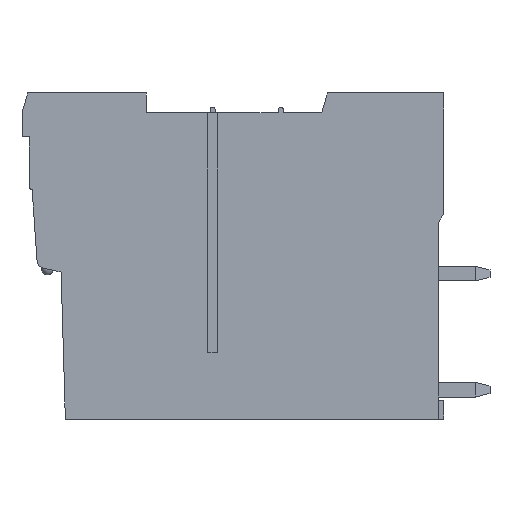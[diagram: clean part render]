
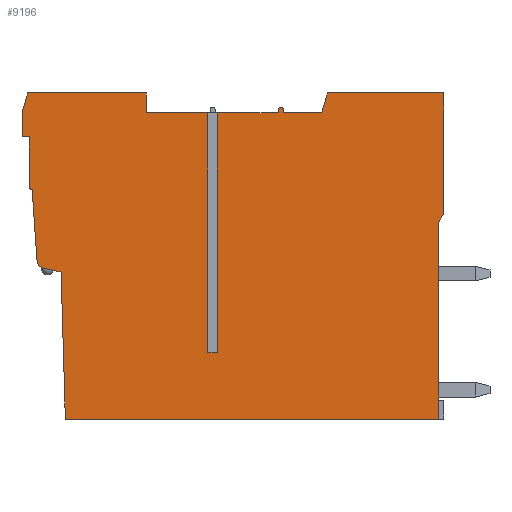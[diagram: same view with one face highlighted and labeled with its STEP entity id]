
A CAD part, left-side view. The second image highlights one B-rep face of the part: STEP entity #9196.
In plain terms, the highlighted planar face has unit normal (-1, 0, 0).
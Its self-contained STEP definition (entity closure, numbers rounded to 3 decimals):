
#1327=DIRECTION('',(0.,-1.,0.));
#1328=VECTOR('',#1327,8.06);
#1329=CARTESIAN_POINT('',(0.,4.11,0.));
#1330=LINE('',#1329,#1328);
#1331=DIRECTION('',(0.,0.,-1.));
#1332=VECTOR('',#1331,1.36);
#1333=CARTESIAN_POINT('',(0.,-3.95,0.));
#1334=LINE('',#1333,#1332);
#1335=DIRECTION('',(0.,-1.,0.));
#1336=VECTOR('',#1335,4.195);
#1337=CARTESIAN_POINT('',(0.,-3.95,-1.36));
#1338=LINE('',#1337,#1336);
#1339=DIRECTION('',(0.,0.,1.));
#1340=VECTOR('',#1339,16.3);
#1341=CARTESIAN_POINT('',(0.,-8.145,-17.66));
#1342=LINE('',#1341,#1340);
#1343=DIRECTION('',(0.,-1.,0.));
#1344=VECTOR('',#1343,0.65);
#1345=CARTESIAN_POINT('',(0.,-8.145,-17.66));
#1346=LINE('',#1345,#1344);
#1347=DIRECTION('',(0.,0.,1.));
#1348=VECTOR('',#1347,16.3);
#1349=CARTESIAN_POINT('',(0.,-8.795,-17.66));
#1350=LINE('',#1349,#1348);
#1351=DIRECTION('',(0.,-1.,0.));
#1352=VECTOR('',#1351,4.145);
#1353=CARTESIAN_POINT('',(0.,-8.795,-1.36));
#1354=LINE('',#1353,#1352);
#1355=DIRECTION('',(0.,0.,1.));
#1356=VECTOR('',#1355,0.223);
#1357=CARTESIAN_POINT('',(0.,-12.94,-1.36));
#1358=LINE('',#1357,#1356);
#1359=CARTESIAN_POINT('',(0.,-13.11,-1.137));
#1360=DIRECTION('',(-1.,0.,0.));
#1361=DIRECTION('',(0.,-1.,0.));
#1362=AXIS2_PLACEMENT_3D('',#1359,#1360,#1361);
#1364=DIRECTION('',(0.,0.,-1.));
#1365=VECTOR('',#1364,0.223);
#1366=CARTESIAN_POINT('',(0.,-13.28,-1.137));
#1367=LINE('',#1366,#1365);
#1368=DIRECTION('',(0.,-1.,0.));
#1369=VECTOR('',#1368,2.62);
#1370=CARTESIAN_POINT('',(0.,-13.28,-1.36));
#1371=LINE('',#1370,#1369);
#1372=DIRECTION('',(0.,-0.276,0.961));
#1373=VECTOR('',#1372,1.415);
#1374=CARTESIAN_POINT('',(0.,-15.9,-1.36));
#1375=LINE('',#1374,#1373);
#1376=DIRECTION('',(0.,-1.,0.));
#1377=VECTOR('',#1376,7.91);
#1378=CARTESIAN_POINT('',(0.,-16.29,0.));
#1379=LINE('',#1378,#1377);
#1380=DIRECTION('',(0.,0.,-1.));
#1381=VECTOR('',#1380,8.22);
#1382=CARTESIAN_POINT('',(0.,-24.2,0.));
#1383=LINE('',#1382,#1381);
#1384=DIRECTION('',(0.,0.517,-0.856));
#1385=VECTOR('',#1384,0.677);
#1386=CARTESIAN_POINT('',(0.,-24.2,-8.22));
#1387=LINE('',#1386,#1385);
#1388=DIRECTION('',(0.,0.,-1.));
#1389=VECTOR('',#1388,13.4);
#1390=CARTESIAN_POINT('',(0.,-23.85,-8.8));
#1391=LINE('',#1390,#1389);
#1392=DIRECTION('',(0.,1.,0.));
#1393=VECTOR('',#1392,25.4);
#1394=CARTESIAN_POINT('',(0.,-23.85,-22.2));
#1395=LINE('',#1394,#1393);
#1396=DIRECTION('',(0.,0.029,1.));
#1397=VECTOR('',#1396,10.002);
#1398=CARTESIAN_POINT('',(0.,1.55,-22.2));
#1399=LINE('',#1398,#1397);
#1400=DIRECTION('',(0.,0.973,0.231));
#1401=VECTOR('',#1400,1.301);
#1402=CARTESIAN_POINT('',(0.,1.84,-12.202));
#1403=LINE('',#1402,#1401);
#1404=CARTESIAN_POINT('',(0.,2.995,-11.434));
#1405=DIRECTION('',(-1.,0.,0.));
#1406=DIRECTION('',(0.,0.998,-0.069));
#1407=AXIS2_PLACEMENT_3D('',#1404,#1405,#1406);
#1409=DIRECTION('',(0.,0.069,0.998));
#1410=VECTOR('',#1409,4.879);
#1411=CARTESIAN_POINT('',(0.,3.474,-11.467));
#1412=LINE('',#1411,#1410);
#1413=CARTESIAN_POINT('',(0.,3.81,-6.41));
#1414=DIRECTION('',(-1.,0.,0.));
#1415=DIRECTION('',(0.,1.,0.));
#1416=AXIS2_PLACEMENT_3D('',#1413,#1414,#1415);
#1418=DIRECTION('',(0.,0.,1.));
#1419=VECTOR('',#1418,3.41);
#1420=CARTESIAN_POINT('',(0.,4.,-6.41));
#1421=LINE('',#1420,#1419);
#1422=DIRECTION('',(0.,1.,0.));
#1423=VECTOR('',#1422,0.5);
#1424=CARTESIAN_POINT('',(0.,4.,-3.));
#1425=LINE('',#1424,#1423);
#1426=DIRECTION('',(0.,0.,1.));
#1427=VECTOR('',#1426,1.64);
#1428=CARTESIAN_POINT('',(0.,4.5,-3.));
#1429=LINE('',#1428,#1427);
#1430=DIRECTION('',(0.,0.276,-0.961));
#1431=VECTOR('',#1430,1.415);
#1432=CARTESIAN_POINT('',(0.,4.11,0.));
#1433=LINE('',#1432,#1431);
#6111=CARTESIAN_POINT('',(0.,4.11,0.));
#6112=CARTESIAN_POINT('',(0.,-3.95,0.));
#6113=VERTEX_POINT('',#6111);
#6114=VERTEX_POINT('',#6112);
#6115=CARTESIAN_POINT('',(0.,-16.29,0.));
#6116=CARTESIAN_POINT('',(0.,-24.2,0.));
#6117=VERTEX_POINT('',#6115);
#6118=VERTEX_POINT('',#6116);
#6119=CARTESIAN_POINT('',(0.,-24.2,-8.22));
#6120=VERTEX_POINT('',#6119);
#6121=CARTESIAN_POINT('',(0.,-23.85,-22.2));
#6122=CARTESIAN_POINT('',(0.,1.55,-22.2));
#6123=VERTEX_POINT('',#6121);
#6124=VERTEX_POINT('',#6122);
#6125=CARTESIAN_POINT('',(0.,4.5,-3.));
#6126=CARTESIAN_POINT('',(0.,4.5,-1.36));
#6127=VERTEX_POINT('',#6125);
#6128=VERTEX_POINT('',#6126);
#6129=CARTESIAN_POINT('',(0.,-23.85,-8.8));
#6130=VERTEX_POINT('',#6129);
#6131=CARTESIAN_POINT('',(0.,1.84,-12.202));
#6132=VERTEX_POINT('',#6131);
#6133=CARTESIAN_POINT('',(0.,3.106,-11.902));
#6134=VERTEX_POINT('',#6133);
#6135=CARTESIAN_POINT('',(0.,3.474,-11.467));
#6136=CARTESIAN_POINT('',(0.,3.81,-6.6));
#6137=VERTEX_POINT('',#6135);
#6138=VERTEX_POINT('',#6136);
#6139=CARTESIAN_POINT('',(0.,4.,-6.41));
#6140=CARTESIAN_POINT('',(0.,4.,-3.));
#6141=VERTEX_POINT('',#6139);
#6142=VERTEX_POINT('',#6140);
#6143=CARTESIAN_POINT('',(0.,-3.95,-1.36));
#6144=VERTEX_POINT('',#6143);
#6145=CARTESIAN_POINT('',(0.,-8.145,-1.36));
#6146=VERTEX_POINT('',#6145);
#6147=CARTESIAN_POINT('',(0.,-8.795,-1.36));
#6148=CARTESIAN_POINT('',(0.,-12.94,-1.36));
#6149=VERTEX_POINT('',#6147);
#6150=VERTEX_POINT('',#6148);
#6151=CARTESIAN_POINT('',(0.,-15.9,-1.36));
#6152=VERTEX_POINT('',#6151);
#6153=CARTESIAN_POINT('',(0.,-12.94,-1.137));
#6154=VERTEX_POINT('',#6153);
#6155=CARTESIAN_POINT('',(0.,-13.28,-1.137));
#6156=VERTEX_POINT('',#6155);
#6157=CARTESIAN_POINT('',(0.,-13.28,-1.36));
#6158=VERTEX_POINT('',#6157);
#6159=CARTESIAN_POINT('',(0.,-8.145,-17.66));
#6160=CARTESIAN_POINT('',(0.,-8.795,-17.66));
#6161=VERTEX_POINT('',#6159);
#6162=VERTEX_POINT('',#6160);
#9157=CARTESIAN_POINT('',(0.,7.044,-31.2));
#9158=DIRECTION('',(-1.,0.,0.));
#9159=DIRECTION('',(0.,-1.,0.));
#9160=AXIS2_PLACEMENT_3D('',#9157,#9158,#9159);
#9161=PLANE('',#9160);
#9162=ORIENTED_EDGE('',*,*,#7761,.T.);
#9163=ORIENTED_EDGE('',*,*,#9152,.T.);
#9164=ORIENTED_EDGE('',*,*,#9061,.T.);
#9166=ORIENTED_EDGE('',*,*,#9165,.F.);
#9168=ORIENTED_EDGE('',*,*,#9167,.T.);
#9170=ORIENTED_EDGE('',*,*,#9169,.T.);
#9171=ORIENTED_EDGE('',*,*,#9053,.T.);
#9172=ORIENTED_EDGE('',*,*,#9032,.T.);
#9173=ORIENTED_EDGE('',*,*,#9018,.F.);
#9174=ORIENTED_EDGE('',*,*,#8964,.T.);
#9176=ORIENTED_EDGE('',*,*,#9175,.T.);
#9178=ORIENTED_EDGE('',*,*,#9177,.T.);
#9179=ORIENTED_EDGE('',*,*,#7809,.T.);
#9180=ORIENTED_EDGE('',*,*,#8790,.T.);
#9181=ORIENTED_EDGE('',*,*,#8776,.T.);
#9182=ORIENTED_EDGE('',*,*,#8761,.T.);
#9183=ORIENTED_EDGE('',*,*,#8486,.T.);
#9184=ORIENTED_EDGE('',*,*,#8041,.T.);
#9185=ORIENTED_EDGE('',*,*,#8014,.T.);
#9186=ORIENTED_EDGE('',*,*,#7983,.F.);
#9187=ORIENTED_EDGE('',*,*,#7962,.T.);
#9188=ORIENTED_EDGE('',*,*,#7947,.F.);
#9189=ORIENTED_EDGE('',*,*,#7932,.T.);
#9190=ORIENTED_EDGE('',*,*,#7917,.T.);
#9191=ORIENTED_EDGE('',*,*,#7902,.T.);
#9193=ORIENTED_EDGE('',*,*,#9192,.F.);
#9194=EDGE_LOOP('',(#9162,#9163,#9164,#9166,#9168,#9170,#9171,#9172,#9173,#9174,
#9176,#9178,#9179,#9180,#9181,#9182,#9183,#9184,#9185,#9186,#9187,#9188,#9189,
#9190,#9191,#9193));
#9195=FACE_OUTER_BOUND('',#9194,.F.);
#9196=ADVANCED_FACE('',(#9195),#9161,.T.);
#1363=CIRCLE('',#1362,0.17);
#1408=CIRCLE('',#1407,0.48);
#1417=CIRCLE('',#1416,0.19);
#7761=EDGE_CURVE('',#6113,#6114,#1330,.T.);
#7809=EDGE_CURVE('',#6117,#6118,#1379,.T.);
#7902=EDGE_CURVE('',#6127,#6128,#1429,.T.);
#7917=EDGE_CURVE('',#6142,#6127,#1425,.T.);
#7932=EDGE_CURVE('',#6141,#6142,#1421,.T.);
#7947=EDGE_CURVE('',#6141,#6138,#1417,.T.);
#7962=EDGE_CURVE('',#6137,#6138,#1412,.T.);
#7983=EDGE_CURVE('',#6137,#6134,#1408,.T.);
#8014=EDGE_CURVE('',#6132,#6134,#1403,.T.);
#8041=EDGE_CURVE('',#6124,#6132,#1399,.T.);
#8486=EDGE_CURVE('',#6123,#6124,#1395,.T.);
#8761=EDGE_CURVE('',#6130,#6123,#1391,.T.);
#8776=EDGE_CURVE('',#6120,#6130,#1387,.T.);
#8790=EDGE_CURVE('',#6118,#6120,#1383,.T.);
#8964=EDGE_CURVE('',#6156,#6158,#1367,.T.);
#9018=EDGE_CURVE('',#6156,#6154,#1363,.T.);
#9032=EDGE_CURVE('',#6150,#6154,#1358,.T.);
#9053=EDGE_CURVE('',#6149,#6150,#1354,.T.);
#9061=EDGE_CURVE('',#6144,#6146,#1338,.T.);
#9152=EDGE_CURVE('',#6114,#6144,#1334,.T.);
#9165=EDGE_CURVE('',#6161,#6146,#1342,.T.);
#9167=EDGE_CURVE('',#6161,#6162,#1346,.T.);
#9169=EDGE_CURVE('',#6162,#6149,#1350,.T.);
#9175=EDGE_CURVE('',#6158,#6152,#1371,.T.);
#9177=EDGE_CURVE('',#6152,#6117,#1375,.T.);
#9192=EDGE_CURVE('',#6113,#6128,#1433,.T.);
